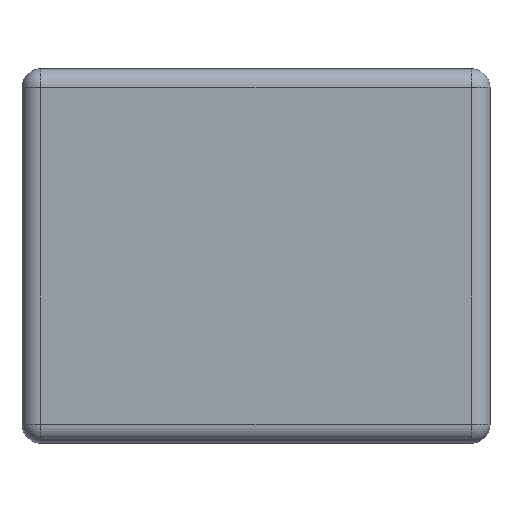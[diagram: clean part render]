
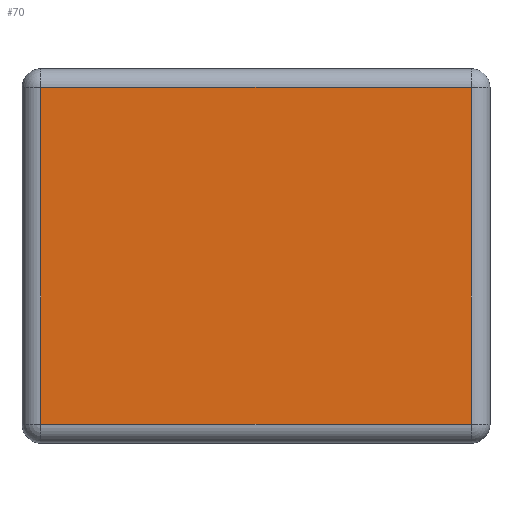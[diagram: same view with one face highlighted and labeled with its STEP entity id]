
A CAD part, top view. The second image highlights one B-rep face of the part: STEP entity #70.
In plain terms, the highlighted planar face has unit normal (0, 0, 1).
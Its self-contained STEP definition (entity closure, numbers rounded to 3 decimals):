
#13=DIRECTION('',(0.,0.,1.));
#22=VERTEX_POINT('',#23);
#23=CARTESIAN_POINT('',(-1.15,0.9,0.6));
#36=VECTOR('',#37,1.);
#37=DIRECTION('',(-0.,-1.,-0.));
#40=VERTEX_POINT('',#41);
#41=CARTESIAN_POINT('',(-1.15,-0.9,0.6));
#47=EDGE_CURVE('',#22,#40,#48,.T.);
#48=LINE('',#23,#36);
#66=DIRECTION('',(0.,1.,0.));
#70=ADVANCED_FACE('',(#71),#92,.T.);
#71=FACE_BOUND('',#72,.T.);
#72=EDGE_LOOP('',(#73,#80,#81,#88));
#73=ORIENTED_EDGE('',*,*,#74,.T.);
#74=EDGE_CURVE('',#75,#22,#77,.T.);
#75=VERTEX_POINT('',#76);
#76=CARTESIAN_POINT('',(1.15,0.9,0.6));
#77=LINE('',#76,#78);
#78=VECTOR('',#79,1.);
#79=DIRECTION('',(-1.,-0.,-0.));
#80=ORIENTED_EDGE('',*,*,#47,.T.);
#81=ORIENTED_EDGE('',*,*,#82,.T.);
#82=EDGE_CURVE('',#40,#83,#85,.T.);
#83=VERTEX_POINT('',#84);
#84=CARTESIAN_POINT('',(1.15,-0.9,0.6));
#85=LINE('',#41,#86);
#86=VECTOR('',#87,1.);
#87=DIRECTION('',(1.,0.,0.));
#88=ORIENTED_EDGE('',*,*,#89,.T.);
#89=EDGE_CURVE('',#83,#75,#90,.T.);
#90=LINE('',#84,#91);
#91=VECTOR('',#66,1.);
#92=PLANE('',#93);
#93=AXIS2_PLACEMENT_3D('',#94,#13,#87);
#94=CARTESIAN_POINT('',(-1.25,-1.,0.6));
